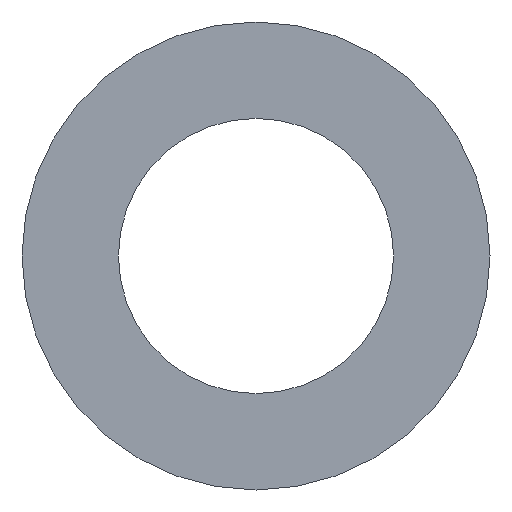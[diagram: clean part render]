
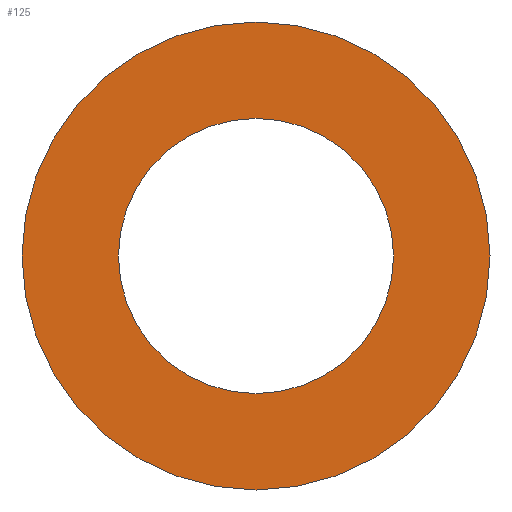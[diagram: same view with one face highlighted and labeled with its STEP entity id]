
A CAD part, front view. The second image highlights one B-rep face of the part: STEP entity #125.
In plain terms, the highlighted planar face has unit normal (0, -1, 0).
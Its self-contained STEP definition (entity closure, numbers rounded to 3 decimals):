
#5 = FACE_OUTER_BOUND ( 'NONE', #25, .T. ) ;
#15 = DIRECTION ( 'NONE',  ( 0., 1., 0. ) ) ;
#20 = DIRECTION ( 'NONE',  ( 0., 0., 1. ) ) ;
#25 = EDGE_LOOP ( 'NONE', ( #90, #302 ) ) ;
#30 = VERTEX_POINT ( 'NONE', #269 ) ;
#51 = ORIENTED_EDGE ( 'NONE', *, *, #158, .T. ) ;
#61 = FACE_BOUND ( 'NONE', #74, .T. ) ;
#62 = VERTEX_POINT ( 'NONE', #377 ) ;
#74 = EDGE_LOOP ( 'NONE', ( #51, #139 ) ) ;
#86 = CIRCLE ( 'NONE', #316, 12.5 ) ;
#90 = ORIENTED_EDGE ( 'NONE', *, *, #195, .F. ) ;
#100 = EDGE_CURVE ( 'NONE', #400, #404, #86, .T. ) ;
#119 = DIRECTION ( 'NONE',  ( 0., 1., 0. ) ) ;
#124 = CARTESIAN_POINT ( 'NONE',  ( 0., 0., 0. ) ) ;
#125 = ADVANCED_FACE ( 'NONE', ( #5, #61 ), #409, .F. ) ;
#131 = AXIS2_PLACEMENT_3D ( 'NONE', #124, #119, #184 ) ;
#139 = ORIENTED_EDGE ( 'NONE', *, *, #271, .T. ) ;
#145 = CIRCLE ( 'NONE', #180, 7.35 ) ;
#158 = EDGE_CURVE ( 'NONE', #62, #30, #339, .T. ) ;
#180 = AXIS2_PLACEMENT_3D ( 'NONE', #230, #224, #20 ) ;
#184 = DIRECTION ( 'NONE',  ( 0., 0., 1. ) ) ;
#195 = EDGE_CURVE ( 'NONE', #404, #400, #278, .T. ) ;
#206 = CARTESIAN_POINT ( 'NONE',  ( 0., 0., 0. ) ) ;
#209 = AXIS2_PLACEMENT_3D ( 'NONE', #381, #341, #215 ) ;
#212 = CARTESIAN_POINT ( 'NONE',  ( 0., 0., 0. ) ) ;
#215 = DIRECTION ( 'NONE',  ( 0., 0., 1. ) ) ;
#224 = DIRECTION ( 'NONE',  ( 0., 1., 0. ) ) ;
#230 = CARTESIAN_POINT ( 'NONE',  ( 0., 0., 0. ) ) ;
#269 = CARTESIAN_POINT ( 'NONE',  ( 0., 0., 7.35 ) ) ;
#271 = EDGE_CURVE ( 'NONE', #30, #62, #145, .T. ) ;
#275 = DIRECTION ( 'NONE',  ( 0., 0., 1. ) ) ;
#278 = CIRCLE ( 'NONE', #323, 12.5 ) ;
#300 = DIRECTION ( 'NONE',  ( 0., 0., 1. ) ) ;
#302 = ORIENTED_EDGE ( 'NONE', *, *, #100, .F. ) ;
#316 = AXIS2_PLACEMENT_3D ( 'NONE', #212, #343, #275 ) ;
#320 = CARTESIAN_POINT ( 'NONE',  ( 0., 0., -12.5 ) ) ;
#323 = AXIS2_PLACEMENT_3D ( 'NONE', #206, #15, #300 ) ;
#339 = CIRCLE ( 'NONE', #209, 7.35 ) ;
#341 = DIRECTION ( 'NONE',  ( 0., 1., 0. ) ) ;
#343 = DIRECTION ( 'NONE',  ( 0., 1., 0. ) ) ;
#362 = CARTESIAN_POINT ( 'NONE',  ( 0., 0., 12.5 ) ) ;
#377 = CARTESIAN_POINT ( 'NONE',  ( 0., 0., -7.35 ) ) ;
#381 = CARTESIAN_POINT ( 'NONE',  ( 0., 0., 0. ) ) ;
#400 = VERTEX_POINT ( 'NONE', #362 ) ;
#404 = VERTEX_POINT ( 'NONE', #320 ) ;
#409 = PLANE ( 'NONE',  #131 ) ;
